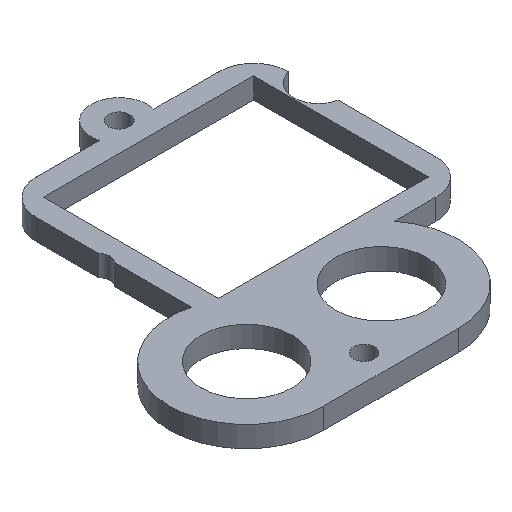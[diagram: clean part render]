
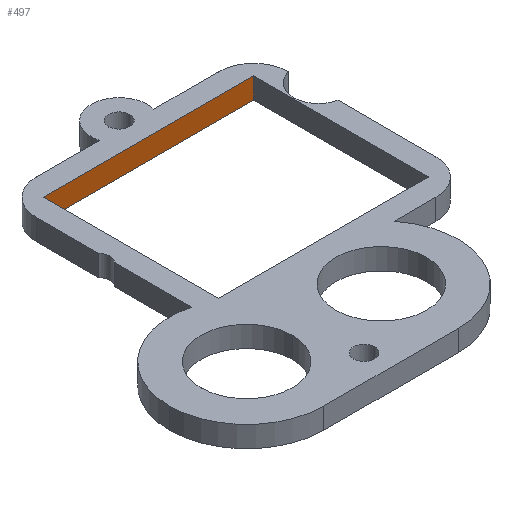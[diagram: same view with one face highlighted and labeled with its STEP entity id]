
A CAD part, isometric view. The second image highlights one B-rep face of the part: STEP entity #497.
In plain terms, the highlighted planar face has unit normal (0, -1, 0).
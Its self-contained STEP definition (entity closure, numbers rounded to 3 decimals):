
#27 = CARTESIAN_POINT ( 'NONE',  ( -8.682, 19.018, 3. ) ) ;
#70 = PLANE ( 'NONE',  #1204 ) ;
#81 = FACE_OUTER_BOUND ( 'NONE', #313, .T. ) ;
#103 = ORIENTED_EDGE ( 'NONE', *, *, #279, .T. ) ;
#178 = CARTESIAN_POINT ( 'NONE',  ( -38.682, 19.018, 0. ) ) ;
#191 = DIRECTION ( 'NONE',  ( -1., 0., 0. ) ) ;
#269 = VECTOR ( 'NONE', #327, 1000. ) ;
#276 = DIRECTION ( 'NONE',  ( 0., -1., 0. ) ) ;
#279 = EDGE_CURVE ( 'NONE', #1003, #329, #1041, .T. ) ;
#313 = EDGE_LOOP ( 'NONE', ( #349, #823, #103, #1047 ) ) ;
#327 = DIRECTION ( 'NONE',  ( 0., 0., -1. ) ) ;
#329 = VERTEX_POINT ( 'NONE', #390 ) ;
#349 = ORIENTED_EDGE ( 'NONE', *, *, #1146, .F. ) ;
#390 = CARTESIAN_POINT ( 'NONE',  ( -38.682, 19.018, 3. ) ) ;
#416 = LINE ( 'NONE', #905, #607 ) ;
#497 = ADVANCED_FACE ( 'NONE', ( #81 ), #70, .T. ) ;
#531 = CARTESIAN_POINT ( 'NONE',  ( -8.682, 19.018, 0. ) ) ;
#549 = EDGE_CURVE ( 'NONE', #1003, #798, #1078, .T. ) ;
#607 = VECTOR ( 'NONE', #843, 1000. ) ;
#622 = VECTOR ( 'NONE', #191, 1000. ) ;
#625 = VECTOR ( 'NONE', #1001, 1000. ) ;
#724 = CARTESIAN_POINT ( 'NONE',  ( -8.682, 19.018, 3. ) ) ;
#798 = VERTEX_POINT ( 'NONE', #531 ) ;
#808 = CARTESIAN_POINT ( 'NONE',  ( -38.682, 19.018, 3. ) ) ;
#823 = ORIENTED_EDGE ( 'NONE', *, *, #549, .F. ) ;
#843 = DIRECTION ( 'NONE',  ( -1., 0., 0. ) ) ;
#868 = CARTESIAN_POINT ( 'NONE',  ( 0., 19.018, 3. ) ) ;
#892 = VERTEX_POINT ( 'NONE', #178 ) ;
#905 = CARTESIAN_POINT ( 'NONE',  ( 0., 19.018, 0. ) ) ;
#949 = DIRECTION ( 'NONE',  ( 1., 0., 0. ) ) ;
#1001 = DIRECTION ( 'NONE',  ( 0., 0., -1. ) ) ;
#1003 = VERTEX_POINT ( 'NONE', #27 ) ;
#1041 = LINE ( 'NONE', #868, #622 ) ;
#1047 = ORIENTED_EDGE ( 'NONE', *, *, #1067, .T. ) ;
#1067 = EDGE_CURVE ( 'NONE', #329, #892, #1088, .T. ) ;
#1078 = LINE ( 'NONE', #724, #625 ) ;
#1088 = LINE ( 'NONE', #808, #269 ) ;
#1121 = CARTESIAN_POINT ( 'NONE',  ( 0., 19.018, 3. ) ) ;
#1146 = EDGE_CURVE ( 'NONE', #798, #892, #416, .T. ) ;
#1204 = AXIS2_PLACEMENT_3D ( 'NONE', #1121, #276, #949 ) ;
